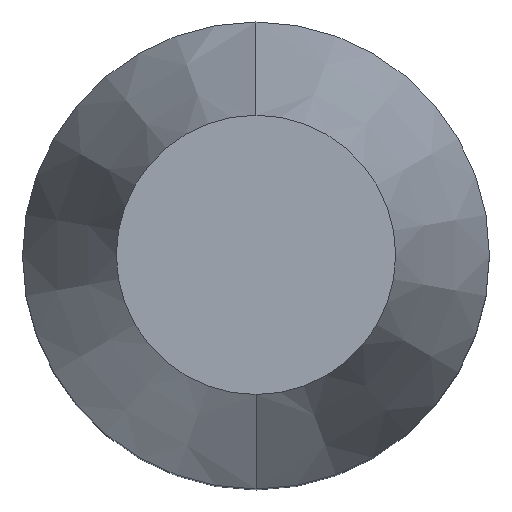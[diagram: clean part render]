
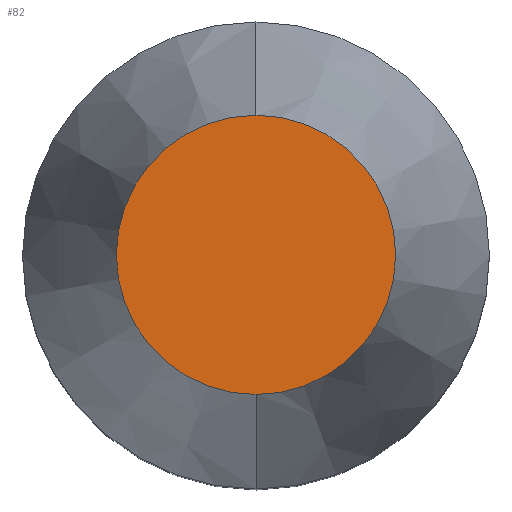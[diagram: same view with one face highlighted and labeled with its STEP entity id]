
A CAD part, top view. The second image highlights one B-rep face of the part: STEP entity #82.
In plain terms, the highlighted planar face has unit normal (0, 0, 1).
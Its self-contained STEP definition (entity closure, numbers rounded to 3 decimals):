
#82=ADVANCED_FACE('',(#189),#190,.T.);
#96=VERTEX_POINT('',#206);
#108=EDGE_CURVE('',#96,#122,#220,.T.);
#122=VERTEX_POINT('',#234);
#150=EDGE_CURVE('',#122,#96,#265,.T.);
#189=FACE_OUTER_BOUND('',#300,.T.);
#190=PLANE('',#301);
#206=CARTESIAN_POINT('',(0.,-2.392,16.0));
#220=CIRCLE('',#337,2.392);
#234=CARTESIAN_POINT('',(0.,2.392,16.0));
#265=CIRCLE('',#397,2.392);
#300=EDGE_LOOP('',(#435,#436));
#301=AXIS2_PLACEMENT_3D('',#437,#438,#439);
#337=AXIS2_PLACEMENT_3D('',#477,#478,#479);
#397=AXIS2_PLACEMENT_3D('',#520,#521,#522);
#435=ORIENTED_EDGE('',*,*,#108,.T.);
#436=ORIENTED_EDGE('',*,*,#150,.T.);
#437=CARTESIAN_POINT('',(0.,-1.196,16.0));
#438=DIRECTION('',(0.0,0.0,1.0));
#439=DIRECTION('',(0.,-1.0,0.0));
#477=CARTESIAN_POINT('',(0.,0.,16.0));
#478=DIRECTION('',(0.0,0.0,1.0));
#479=DIRECTION('',(0.,-1.0,0.0));
#520=CARTESIAN_POINT('',(0.,0.,16.0));
#521=DIRECTION('',(0.0,0.0,1.0));
#522=DIRECTION('',(0.,-1.0,0.0));
